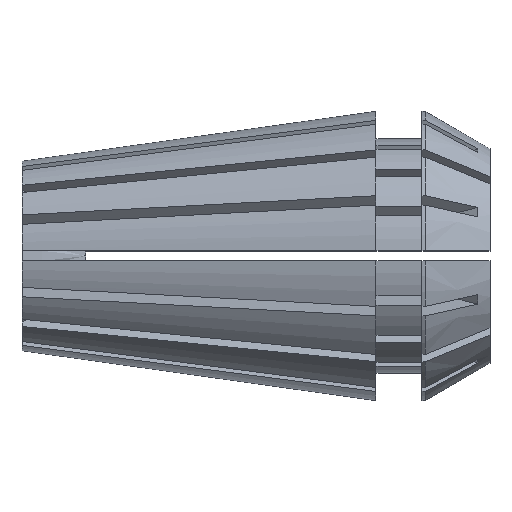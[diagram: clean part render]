
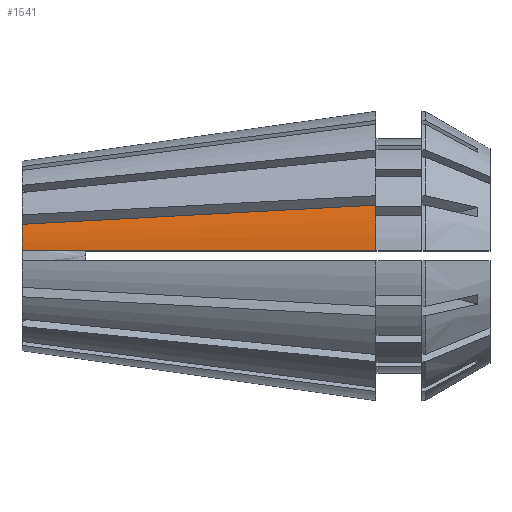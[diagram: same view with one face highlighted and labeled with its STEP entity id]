
A CAD part, top view. The second image highlights one B-rep face of the part: STEP entity #1541.
In plain terms, the highlighted conical face has half-angle 8 degrees and reference radius 8.5 mm.
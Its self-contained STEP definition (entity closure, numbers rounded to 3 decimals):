
#155 = AXIS2_PLACEMENT_3D ( 'NONE', #516, #1146, #2239 ) ;
#235 = AXIS2_PLACEMENT_3D ( 'NONE', #4736, #829, #1755 ) ;
#280 = CARTESIAN_POINT ( 'NONE',  ( 13.397, 2.575, 7.001 ) ) ;
#438 = CARTESIAN_POINT ( 'NONE',  ( 17.684, 0.3, 8.057 ) ) ;
#459 = CARTESIAN_POINT ( 'NONE',  ( 0.47, 0.3, 5.635 ) ) ;
#516 = CARTESIAN_POINT ( 'NONE',  ( 0., 0., 0. ) ) ;
#735 = CARTESIAN_POINT ( 'NONE',  ( 20.8, 2.974, 7.963 ) ) ;
#829 = DIRECTION ( 'NONE',  ( 1., 0., 0. ) ) ;
#894 = CARTESIAN_POINT ( 'NONE',  ( 0., 1.854, 5.26 ) ) ;
#1146 = DIRECTION ( 'NONE',  ( -1., 0., 0. ) ) ;
#1330 = CARTESIAN_POINT ( 'NONE',  ( 20.8, 0.3, 8.495 ) ) ;
#1331 = EDGE_CURVE ( 'NONE', #2699, #2165, #1993, .T. ) ;
#1409 = CARTESIAN_POINT ( 'NONE',  ( 20.8, 0., 0. ) ) ;
#1456 = B_SPLINE_CURVE_WITH_KNOTS ( 'NONE', 3,
 ( #3685, #4110, #5422, #2855, #280, #3283, #735 ),
 .UNSPECIFIED., .F., .F.,
 ( 4, 3, 4 ),
 ( 0., 0.01, 0.021 ),
 .UNSPECIFIED. ) ;
#1541 = ADVANCED_FACE ( 'NONE', ( #2197 ), #5311, .T. ) ;
#1755 = DIRECTION ( 'NONE',  ( 0., 0., -1. ) ) ;
#1836 = DIRECTION ( 'NONE',  ( 0., 0., 1. ) ) ;
#1917 = CARTESIAN_POINT ( 'NONE',  ( 0., 0.3, 5.569 ) ) ;
#1993 = CIRCLE ( 'NONE', #155, 5.577 ) ;
#2019 = ORIENTED_EDGE ( 'NONE', *, *, #3226, .T. ) ;
#2165 = VERTEX_POINT ( 'NONE', #894 ) ;
#2197 = FACE_OUTER_BOUND ( 'NONE', #5426, .T. ) ;
#2200 = CARTESIAN_POINT ( 'NONE',  ( 11.452, 0.3, 7.18 ) ) ;
#2239 = DIRECTION ( 'NONE',  ( 0., 0., 1. ) ) ;
#2597 = CARTESIAN_POINT ( 'NONE',  ( 4.758, 0.3, 6.239 ) ) ;
#2699 = VERTEX_POINT ( 'NONE', #1917 ) ;
#2855 = CARTESIAN_POINT ( 'NONE',  ( 9.696, 2.376, 6.52 ) ) ;
#3034 = CARTESIAN_POINT ( 'NONE',  ( 0.941, 0.3, 5.701 ) ) ;
#3216 = ORIENTED_EDGE ( 'NONE', *, *, #1331, .F. ) ;
#3226 = EDGE_CURVE ( 'NONE', #4136, #4300, #5302, .T. ) ;
#3283 = CARTESIAN_POINT ( 'NONE',  ( 17.099, 2.775, 7.482 ) ) ;
#3440 = CARTESIAN_POINT ( 'NONE',  ( 0., 0.3, 5.569 ) ) ;
#3685 = CARTESIAN_POINT ( 'NONE',  ( 0., 1.854, 5.26 ) ) ;
#3699 = B_SPLINE_CURVE_WITH_KNOTS ( 'NONE', 3,
 ( #1330, #438, #4726, #2200, #5157, #2597, #5590, #3034, #459, #3440 ),
 .UNSPECIFIED., .F., .F.,
 ( 4, 3, 3, 4 ),
 ( 0.035, 0.044, 0.054, 0.056 ),
 .UNSPECIFIED. ) ;
#4054 = ORIENTED_EDGE ( 'NONE', *, *, #5184, .F. ) ;
#4110 = CARTESIAN_POINT ( 'NONE',  ( 3.232, 2.028, 5.68 ) ) ;
#4136 = VERTEX_POINT ( 'NONE', #5056 ) ;
#4300 = VERTEX_POINT ( 'NONE', #4834 ) ;
#4362 = DIRECTION ( 'NONE',  ( -1., 0., 0. ) ) ;
#4726 = CARTESIAN_POINT ( 'NONE',  ( 14.568, 0.3, 7.619 ) ) ;
#4736 = CARTESIAN_POINT ( 'NONE',  ( 20.8, 0., 0. ) ) ;
#4801 = AXIS2_PLACEMENT_3D ( 'NONE', #1409, #4362, #1836 ) ;
#4834 = CARTESIAN_POINT ( 'NONE',  ( 20.8, 2.974, 7.963 ) ) ;
#5056 = CARTESIAN_POINT ( 'NONE',  ( 20.8, 0.3, 8.495 ) ) ;
#5157 = CARTESIAN_POINT ( 'NONE',  ( 8.105, 0.3, 6.709 ) ) ;
#5184 = EDGE_CURVE ( 'NONE', #2165, #4300, #1456, .T. ) ;
#5302 = CIRCLE ( 'NONE', #4801, 8.5 ) ;
#5311 = CONICAL_SURFACE ( 'NONE', #235, 8.5, 0.14 ) ;
#5422 = CARTESIAN_POINT ( 'NONE',  ( 6.464, 2.202, 6.1 ) ) ;
#5426 = EDGE_LOOP ( 'NONE', ( #4054, #3216, #5510, #2019 ) ) ;
#5435 = EDGE_CURVE ( 'NONE', #4136, #2699, #3699, .T. ) ;
#5510 = ORIENTED_EDGE ( 'NONE', *, *, #5435, .F. ) ;
#5590 = CARTESIAN_POINT ( 'NONE',  ( 1.411, 0.3, 5.768 ) ) ;
